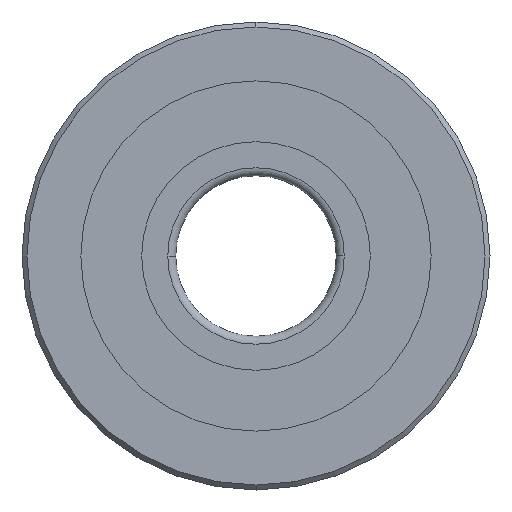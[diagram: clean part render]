
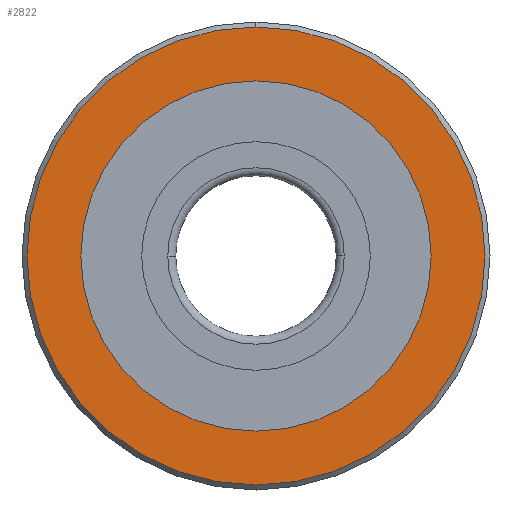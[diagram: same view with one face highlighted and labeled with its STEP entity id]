
A CAD part, left-side view. The second image highlights one B-rep face of the part: STEP entity #2822.
In plain terms, the highlighted planar face has unit normal (-1, 0, 0).
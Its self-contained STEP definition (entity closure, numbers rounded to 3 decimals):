
#800=PLANE('',#6162);
#1129=VERTEX_POINT('',#4007);
#1131=VERTEX_POINT('',#4010);
#1167=VERTEX_POINT('',#4106);
#1168=VERTEX_POINT('',#4108);
#1359=CIRCLE('',#6084,13.1);
#1387=CIRCLE('',#6125,17.13);
#1389=CIRCLE('',#6128,17.13);
#1404=CIRCLE('',#6161,13.1);
#1584=EDGE_CURVE('',#1131,#1129,#1359,.T.);
#1632=EDGE_CURVE('',#1167,#1168,#1387,.T.);
#1635=EDGE_CURVE('',#1168,#1167,#1389,.T.);
#1650=EDGE_CURVE('',#1129,#1131,#1404,.T.);
#2151=ORIENTED_EDGE('',*,*,#1632,.F.);
#2152=ORIENTED_EDGE('',*,*,#1635,.F.);
#2153=ORIENTED_EDGE('',*,*,#1650,.T.);
#2154=ORIENTED_EDGE('',*,*,#1584,.T.);
#2511=EDGE_LOOP('',(#2151,#2152));
#2512=EDGE_LOOP('',(#2153,#2154));
#2673=FACE_BOUND('',#2511,.T.);
#2674=FACE_BOUND('',#2512,.T.);
#2822=ADVANCED_FACE('',(#2673,#2674),#800,.T.);
#3226=DIRECTION('',(1.,0.,0.));
#3227=DIRECTION('',(0.,0.,13.1));
#3325=DIRECTION('',(1.,0.,0.));
#3326=DIRECTION('',(0.,0.,17.13));
#3332=DIRECTION('',(1.,0.,0.));
#3333=DIRECTION('',(0.,0.,17.13));
#3390=DIRECTION('',(1.,0.,0.));
#3391=DIRECTION('',(0.,0.,13.1));
#3392=DIRECTION('',(-1.,0.,0.));
#4007=CARTESIAN_POINT('',(0.,0.,13.1));
#4009=CARTESIAN_POINT('',(0.,0.,0.));
#4010=CARTESIAN_POINT('',(0.,0.,-13.1));
#4106=CARTESIAN_POINT('',(0.,0.,17.13));
#4107=CARTESIAN_POINT('',(0.,0.,0.));
#4108=CARTESIAN_POINT('',(0.,0.,-17.13));
#4112=CARTESIAN_POINT('',(0.,0.,0.));
#4145=CARTESIAN_POINT('',(0.,0.,0.));
#4146=CARTESIAN_POINT('',(0.,0.,15.115));
#6084=AXIS2_PLACEMENT_3D('',#4009,#3226,#3227);
#6125=AXIS2_PLACEMENT_3D('',#4107,#3325,#3326);
#6128=AXIS2_PLACEMENT_3D('',#4112,#3332,#3333);
#6161=AXIS2_PLACEMENT_3D('',#4145,#3390,#3391);
#6162=AXIS2_PLACEMENT_3D('',#4146,#3392,$);
